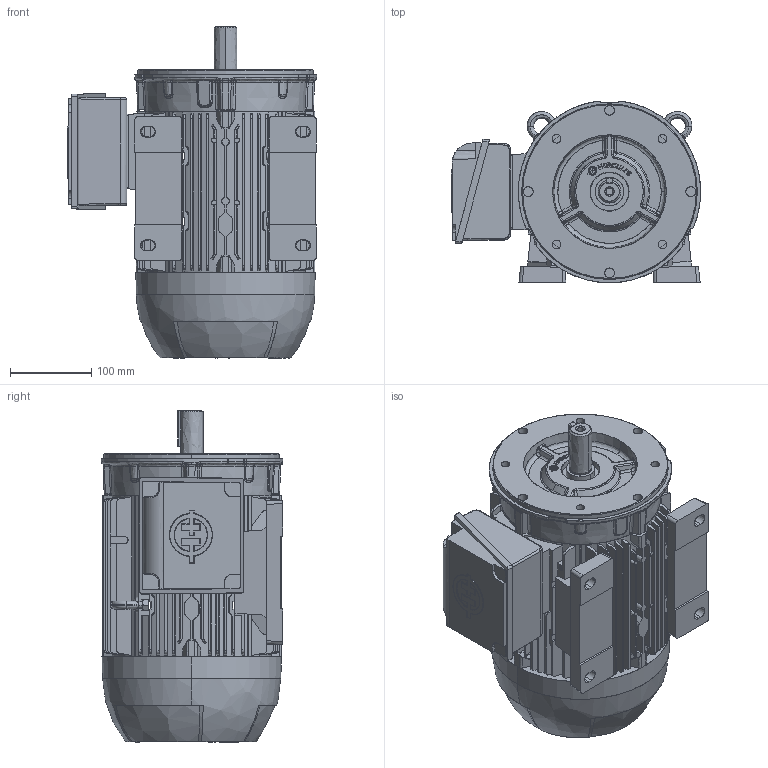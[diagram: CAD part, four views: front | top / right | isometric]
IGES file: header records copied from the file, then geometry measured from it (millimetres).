
Start section: SolidWorks IGES file using analytic representation for surfaces
Global section: file name: 112S_CP_FC_RIGHT.igs; native system: SolidWorks 2020; preprocessor: SolidWorks 2020; author: klemz; date: 220628.165748; units: millimetre
Bounding box: 306.92 x 223.67 x 408.5 mm (x, y, z)
Surface area: 735415.3 mm2 (no closed solid volume)
Topology: 0 solids, 0 shells, 1838 faces, 20267 edges, 20242 vertices
Faces by surface type: bspline 1236, revolution 602
